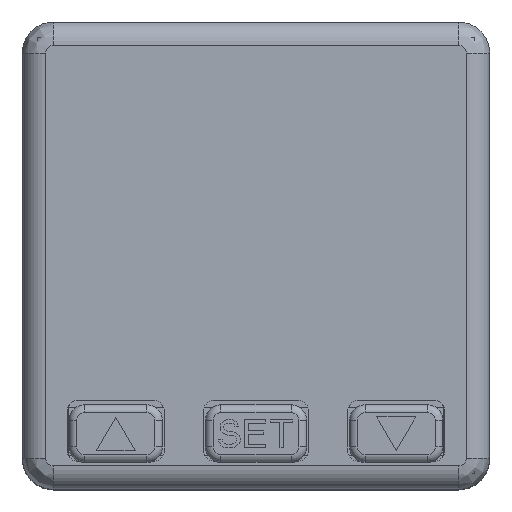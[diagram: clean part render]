
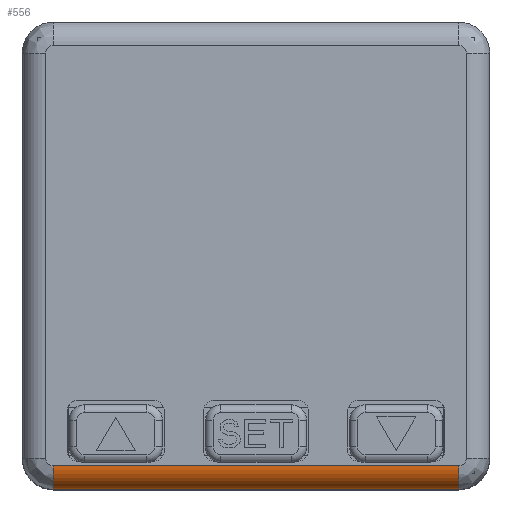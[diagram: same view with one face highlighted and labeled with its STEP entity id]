
A CAD part, top view. The second image highlights one B-rep face of the part: STEP entity #556.
In plain terms, the highlighted cylindrical face has radius 1.5 mm (diameter 3 mm), a partial arc.
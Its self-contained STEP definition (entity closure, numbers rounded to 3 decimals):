
#556=ADVANCED_FACE('',(#2366),#2367,.T.);
#2366=FACE_OUTER_BOUND('',#9044,.T.);
#2367=CYLINDRICAL_SURFACE('',#9045,1.5);
#9044=EDGE_LOOP('',(#19455,#19456,#19457,#19458));
#9045=AXIS2_PLACEMENT_3D('',#19459,#19460,#19461);
#19455=ORIENTED_EDGE('',*,*,#37297,.T.);
#19456=ORIENTED_EDGE('',*,*,#37341,.F.);
#19457=ORIENTED_EDGE('',*,*,#37295,.T.);
#19458=ORIENTED_EDGE('',*,*,#37342,.F.);
#19459=CARTESIAN_POINT('',(-13.52,-13.5,18.2));
#19460=DIRECTION('',(-1.0,0.0,0.0));
#19461=DIRECTION('',(0.0,0.0,1.0));
#37295=EDGE_CURVE('',#44431,#44429,#44432,.T.);
#37297=EDGE_CURVE('',#44434,#44435,#44436,.T.);
#37341=EDGE_CURVE('',#44431,#44435,#44494,.T.);
#37342=EDGE_CURVE('',#44434,#44429,#44495,.T.);
#44429=VERTEX_POINT('',#57267);
#44431=VERTEX_POINT('',#57269);
#44432=CIRCLE('',#57270,1.5);
#44434=VERTEX_POINT('',#57272);
#44435=VERTEX_POINT('',#57273);
#44436=CIRCLE('',#57274,1.5);
#44494=LINE('',#57372,#57373);
#44495=LINE('',#57374,#57375);
#57267=CARTESIAN_POINT('',(-13.0,-15.,18.2));
#57269=CARTESIAN_POINT('',(-13.,-13.5,19.7));
#57270=AXIS2_PLACEMENT_3D('',#68430,#68431,#68432);
#57272=CARTESIAN_POINT('',(13.,-15.0,18.2));
#57273=CARTESIAN_POINT('',(13.0,-13.5,19.7));
#57274=AXIS2_PLACEMENT_3D('',#68436,#68437,#68438);
#57372=CARTESIAN_POINT('',(-13.,-13.5,19.7));
#57373=VECTOR('',#68488,26.);
#57374=CARTESIAN_POINT('',(13.,-15.0,18.2));
#57375=VECTOR('',#68489,26.);
#68430=CARTESIAN_POINT('',(-13.,-13.5,18.2));
#68431=DIRECTION('',(1.0,0.,0.));
#68432=DIRECTION('',(0.,0.,1.0));
#68436=CARTESIAN_POINT('',(13.,-13.5,18.2));
#68437=DIRECTION('',(-1.0,0.,0.));
#68438=DIRECTION('',(0.,-1.0,0.));
#68488=DIRECTION('',(1.0,0.,0.));
#68489=DIRECTION('',(-1.0,0.0,0.));
